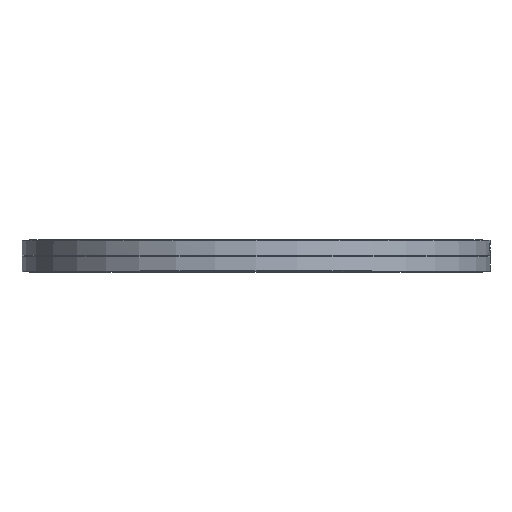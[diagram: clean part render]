
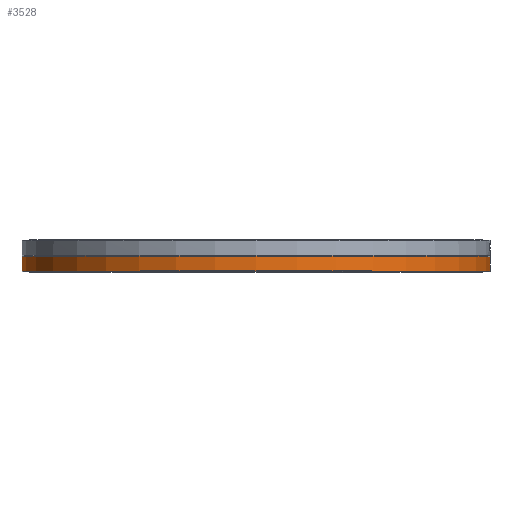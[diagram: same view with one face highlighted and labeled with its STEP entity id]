
A CAD part, top view. The second image highlights one B-rep face of the part: STEP entity #3528.
In plain terms, the highlighted cylindrical face has radius 209.55 mm (diameter 419.1 mm), a full revolution.
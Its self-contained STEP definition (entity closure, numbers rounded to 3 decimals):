
#228=CYLINDRICAL_SURFACE('',#3802,209.55);
#414=FACE_OUTER_BOUND('',#650,.T.);
#650=EDGE_LOOP('',(#2476,#2477,#2478,#2479,#2480,#2481));
#889=LINE('',#5122,#1084);
#1084=VECTOR('',#4241,209.55);
#1320=CIRCLE('',#3800,209.55);
#1321=CIRCLE('',#3801,209.55);
#1322=CIRCLE('',#3803,209.55);
#1323=CIRCLE('',#3804,209.55);
#1530=VERTEX_POINT('',#5112);
#1531=VERTEX_POINT('',#5113);
#1532=VERTEX_POINT('',#5118);
#1533=VERTEX_POINT('',#5119);
#1900=EDGE_CURVE('',#1530,#1531,#1320,.T.);
#1901=EDGE_CURVE('',#1531,#1530,#1321,.T.);
#1903=EDGE_CURVE('',#1532,#1533,#1322,.T.);
#1904=EDGE_CURVE('',#1533,#1532,#1323,.T.);
#1905=EDGE_CURVE('',#1533,#1531,#889,.T.);
#2476=ORIENTED_EDGE('',*,*,#1903,.F.);
#2477=ORIENTED_EDGE('',*,*,#1904,.F.);
#2478=ORIENTED_EDGE('',*,*,#1905,.T.);
#2479=ORIENTED_EDGE('',*,*,#1900,.F.);
#2480=ORIENTED_EDGE('',*,*,#1901,.F.);
#2481=ORIENTED_EDGE('',*,*,#1905,.F.);
#3528=ADVANCED_FACE('',(#414),#228,.T.);
#3800=AXIS2_PLACEMENT_3D('',#5114,#4230,#4231);
#3801=AXIS2_PLACEMENT_3D('',#5115,#4232,#4233);
#3802=AXIS2_PLACEMENT_3D('',#5117,#4235,#4236);
#3803=AXIS2_PLACEMENT_3D('',#5120,#4237,#4238);
#3804=AXIS2_PLACEMENT_3D('',#5121,#4239,#4240);
#4230=DIRECTION('center_axis',(0.,-1.,0.));
#4231=DIRECTION('ref_axis',(1.,0.,0.));
#4232=DIRECTION('center_axis',(0.,-1.,0.));
#4233=DIRECTION('ref_axis',(1.,0.,0.));
#4235=DIRECTION('center_axis',(0.,1.,0.));
#4236=DIRECTION('ref_axis',(-1.,0.,0.));
#4237=DIRECTION('center_axis',(0.,1.,0.));
#4238=DIRECTION('ref_axis',(1.,0.,0.));
#4239=DIRECTION('center_axis',(0.,1.,0.));
#4240=DIRECTION('ref_axis',(1.,0.,0.));
#4241=DIRECTION('',(0.,-1.,0.));
#5112=CARTESIAN_POINT('',(-209.55,0.5,0.));
#5113=CARTESIAN_POINT('',(209.55,0.5,0.));
#5114=CARTESIAN_POINT('Origin',(0.,0.5,0.));
#5115=CARTESIAN_POINT('Origin',(0.,0.5,0.));
#5117=CARTESIAN_POINT('Origin',(0.,6.881,0.));
#5118=CARTESIAN_POINT('',(0.,13.763,-209.55));
#5119=CARTESIAN_POINT('',(209.55,13.763,0.));
#5120=CARTESIAN_POINT('Origin',(0.,13.763,0.));
#5121=CARTESIAN_POINT('Origin',(0.,13.763,0.));
#5122=CARTESIAN_POINT('',(209.55,6.881,0.));
